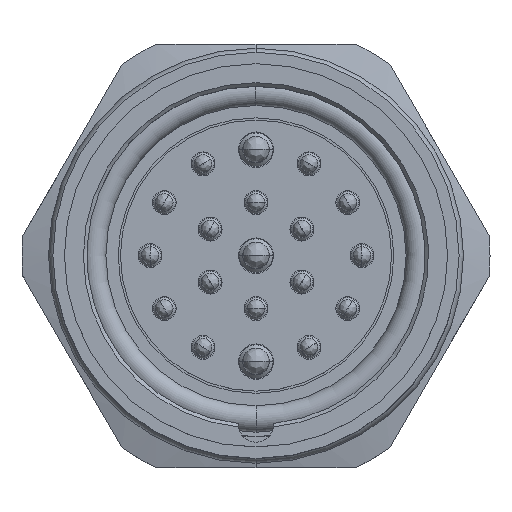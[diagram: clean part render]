
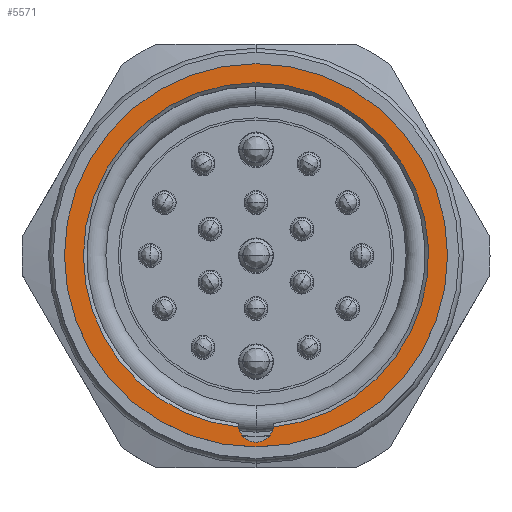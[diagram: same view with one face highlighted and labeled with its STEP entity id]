
A CAD part, top view. The second image highlights one B-rep face of the part: STEP entity #5571.
In plain terms, the highlighted planar face has unit normal (0, 0, 1).
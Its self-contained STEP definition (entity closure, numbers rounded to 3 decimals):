
#405=CARTESIAN_POINT('',(-0.271,-11.801,
29.728));
#431=CARTESIAN_POINT('',(-2.248,-11.801,29.728));
#446=CARTESIAN_POINT('',(-1.26,-2.076,29.728));
#447=DIRECTION('',(0.,0.,1.));
#448=DIRECTION('',(-1.,0.,0.));
#449=AXIS2_PLACEMENT_3D('',#446,#447,#448);
#451=CARTESIAN_POINT('',(-1.26,-2.076,29.728));
#452=DIRECTION('',(0.,0.,1.));
#453=DIRECTION('',(1.,0.,0.));
#454=AXIS2_PLACEMENT_3D('',#451,#452,#453);
#456=CARTESIAN_POINT('',(-1.26,-11.651,29.728));
#457=DIRECTION('',(0.,0.,-1.));
#458=DIRECTION('',(0.989,-0.15,0.));
#459=AXIS2_PLACEMENT_3D('',#456,#457,#458);
#461=CARTESIAN_POINT('',(-1.26,-2.076,29.728));
#462=DIRECTION('',(0.,0.,-1.));
#463=DIRECTION('',(0.,1.,0.));
#464=AXIS2_PLACEMENT_3D('',#461,#462,#463);
#466=CARTESIAN_POINT('',(-1.26,-2.076,29.728));
#467=DIRECTION('',(0.,0.,-1.));
#468=DIRECTION('',(-1.,0.,0.));
#469=AXIS2_PLACEMENT_3D('',#466,#467,#468);
#471=CARTESIAN_POINT('',(-1.26,-2.076,29.728));
#472=DIRECTION('',(0.,0.,-1.));
#473=DIRECTION('',(-0.101,-0.995,0.));
#474=AXIS2_PLACEMENT_3D('',#471,#472,#473);
#4487=VERTEX_POINT('',#405);
#4488=VERTEX_POINT('',#431);
#4722=CARTESIAN_POINT('',(-12.11,-2.076,
29.728));
#4724=VERTEX_POINT('',#4722);
#4795=CARTESIAN_POINT('',(9.59,-2.076,29.728));
#4796=VERTEX_POINT('',#4795);
#4884=CARTESIAN_POINT('',(-11.035,-2.076,
29.728));
#4885=VERTEX_POINT('',#4884);
#4886=CARTESIAN_POINT('',(-1.26,7.699,29.728));
#4887=VERTEX_POINT('',#4886);
#5554=CARTESIAN_POINT('',(-1.26,-2.076,
29.728));
#5555=DIRECTION('',(0.,0.,-1.));
#5556=DIRECTION('',(1.,0.,0.));
#5557=AXIS2_PLACEMENT_3D('',#5554,#5555,#5556);
#5558=PLANE('',#5557);
#5560=ORIENTED_EDGE('',*,*,#5559,.F.);
#5562=ORIENTED_EDGE('',*,*,#5561,.F.);
#5563=EDGE_LOOP('',(#5560,#5562));
#5564=FACE_OUTER_BOUND('',#5563,.F.);
#5565=ORIENTED_EDGE('',*,*,#5454,.F.);
#5566=ORIENTED_EDGE('',*,*,#5535,.F.);
#5567=ORIENTED_EDGE('',*,*,#5533,.F.);
#5568=ORIENTED_EDGE('',*,*,#5531,.F.);
#5569=EDGE_LOOP('',(#5565,#5566,#5567,#5568));
#5570=FACE_BOUND('',#5569,.F.);
#5571=ADVANCED_FACE('',(#5564,#5570),#5558,.F.);
#450=CIRCLE('',#449,10.85);
#455=CIRCLE('',#454,10.85);
#460=CIRCLE('',#459,1.);
#465=CIRCLE('',#464,9.775);
#470=CIRCLE('',#469,9.775);
#475=CIRCLE('',#474,9.775);
#5454=EDGE_CURVE('',#4487,#4488,#460,.T.);
#5531=EDGE_CURVE('',#4488,#4885,#475,.T.);
#5533=EDGE_CURVE('',#4885,#4887,#470,.T.);
#5535=EDGE_CURVE('',#4887,#4487,#465,.T.);
#5559=EDGE_CURVE('',#4724,#4796,#450,.T.);
#5561=EDGE_CURVE('',#4796,#4724,#455,.T.);
